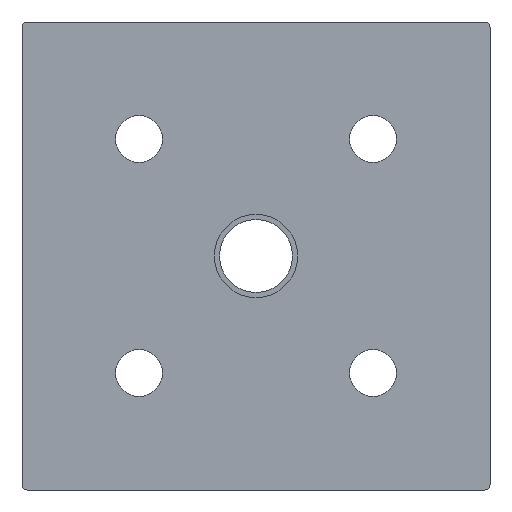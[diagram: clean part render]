
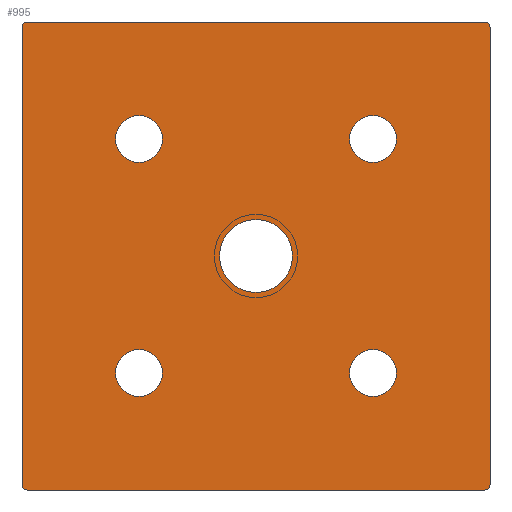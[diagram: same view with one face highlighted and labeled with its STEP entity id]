
A CAD part, front view. The second image highlights one B-rep face of the part: STEP entity #995.
In plain terms, the highlighted planar face has unit normal (0, -1, 0).
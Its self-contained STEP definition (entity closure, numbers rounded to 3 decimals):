
#327=CARTESIAN_POINT('',(-22.5,0.,-22.5));
#328=DIRECTION('',(0.,-1.,0.));
#329=DIRECTION('',(1.,0.,0.));
#330=AXIS2_PLACEMENT_3D('',#327,#328,#329);
#336=CARTESIAN_POINT('',(-22.5,0.,-22.5));
#337=DIRECTION('',(0.,-1.,0.));
#338=DIRECTION('',(-1.,0.,0.));
#339=AXIS2_PLACEMENT_3D('',#336,#337,#338);
#344=CARTESIAN_POINT('',(-22.5,0.,22.5));
#345=DIRECTION('',(0.,-1.,0.));
#346=DIRECTION('',(1.,0.,0.));
#347=AXIS2_PLACEMENT_3D('',#344,#345,#346);
#352=CARTESIAN_POINT('',(-22.5,0.,22.5));
#353=DIRECTION('',(0.,-1.,0.));
#354=DIRECTION('',(-1.,0.,0.));
#355=AXIS2_PLACEMENT_3D('',#352,#353,#354);
#360=CARTESIAN_POINT('',(0.,0.,0.));
#361=DIRECTION('',(0.,1.,0.));
#362=DIRECTION('',(1.,0.,0.));
#363=AXIS2_PLACEMENT_3D('',#360,#361,#362);
#368=CARTESIAN_POINT('',(0.,0.,0.));
#369=DIRECTION('',(0.,1.,0.));
#370=DIRECTION('',(-1.,0.,0.));
#371=AXIS2_PLACEMENT_3D('',#368,#369,#370);
#376=CARTESIAN_POINT('',(22.5,0.,-22.5));
#377=DIRECTION('',(0.,-1.,0.));
#378=DIRECTION('',(1.,0.,0.));
#379=AXIS2_PLACEMENT_3D('',#376,#377,#378);
#384=CARTESIAN_POINT('',(22.5,0.,-22.5));
#385=DIRECTION('',(0.,-1.,0.));
#386=DIRECTION('',(-1.,0.,0.));
#387=AXIS2_PLACEMENT_3D('',#384,#385,#386);
#392=CARTESIAN_POINT('',(22.5,0.,22.5));
#393=DIRECTION('',(0.,-1.,0.));
#394=DIRECTION('',(1.,0.,0.));
#395=AXIS2_PLACEMENT_3D('',#392,#393,#394);
#400=CARTESIAN_POINT('',(22.5,0.,22.5));
#401=DIRECTION('',(0.,-1.,0.));
#402=DIRECTION('',(-1.,0.,0.));
#403=AXIS2_PLACEMENT_3D('',#400,#401,#402);
#408=DIRECTION('',(0.,0.,-1.));
#409=VECTOR('',#408,88.);
#410=CARTESIAN_POINT('',(45.,0.,44.));
#411=LINE('',#410,#409);
#415=DIRECTION('',(-1.,0.,0.));
#416=VECTOR('',#415,88.);
#417=CARTESIAN_POINT('',(44.,0.,-45.));
#418=LINE('',#417,#416);
#422=DIRECTION('',(0.,0.,1.));
#423=VECTOR('',#422,88.);
#424=CARTESIAN_POINT('',(-45.,0.,-44.));
#425=LINE('',#424,#423);
#429=DIRECTION('',(1.,0.,0.));
#430=VECTOR('',#429,88.);
#431=CARTESIAN_POINT('',(-44.,0.,45.));
#432=LINE('',#431,#430);
#756=CARTESIAN_POINT('',(44.,0.,44.));
#757=DIRECTION('',(0.,-1.,0.));
#758=DIRECTION('',(1.,0.,0.));
#759=AXIS2_PLACEMENT_3D('',#756,#757,#758);
#786=CARTESIAN_POINT('',(-44.,0.,44.));
#787=DIRECTION('',(0.,-1.,0.));
#788=DIRECTION('',(0.,0.,1.));
#789=AXIS2_PLACEMENT_3D('',#786,#787,#788);
#816=CARTESIAN_POINT('',(-44.,0.,-44.));
#817=DIRECTION('',(0.,-1.,0.));
#818=DIRECTION('',(-1.,0.,0.));
#819=AXIS2_PLACEMENT_3D('',#816,#817,#818);
#846=CARTESIAN_POINT('',(44.,0.,-44.));
#847=DIRECTION('',(0.,-1.,0.));
#848=DIRECTION('',(0.,0.,-1.));
#849=AXIS2_PLACEMENT_3D('',#846,#847,#848);
#854=CARTESIAN_POINT('',(-18.,0.,-22.5));
#855=CARTESIAN_POINT('',(-27.,0.,-22.5));
#856=VERTEX_POINT('',#854);
#857=VERTEX_POINT('',#855);
#858=CARTESIAN_POINT('',(-18.,0.,22.5));
#859=CARTESIAN_POINT('',(-27.,0.,22.5));
#860=VERTEX_POINT('',#858);
#861=VERTEX_POINT('',#859);
#878=CARTESIAN_POINT('',(7.,0.,0.));
#879=CARTESIAN_POINT('',(-7.,0.,0.));
#880=VERTEX_POINT('',#878);
#881=VERTEX_POINT('',#879);
#887=CARTESIAN_POINT('',(44.,0.,45.));
#889=VERTEX_POINT('',#887);
#892=CARTESIAN_POINT('',(45.,0.,44.));
#893=VERTEX_POINT('',#892);
#895=CARTESIAN_POINT('',(-45.,0.,44.));
#897=VERTEX_POINT('',#895);
#900=CARTESIAN_POINT('',(-44.,0.,45.));
#901=VERTEX_POINT('',#900);
#903=CARTESIAN_POINT('',(45.,0.,-44.));
#905=VERTEX_POINT('',#903);
#908=CARTESIAN_POINT('',(44.,0.,-45.));
#909=VERTEX_POINT('',#908);
#911=CARTESIAN_POINT('',(-44.,0.,-45.));
#913=VERTEX_POINT('',#911);
#916=CARTESIAN_POINT('',(-45.,0.,-44.));
#917=VERTEX_POINT('',#916);
#918=CARTESIAN_POINT('',(27.,0.,-22.5));
#919=CARTESIAN_POINT('',(18.,0.,-22.5));
#920=VERTEX_POINT('',#918);
#921=VERTEX_POINT('',#919);
#922=CARTESIAN_POINT('',(27.,0.,22.5));
#923=CARTESIAN_POINT('',(18.,0.,22.5));
#924=VERTEX_POINT('',#922);
#925=VERTEX_POINT('',#923);
#942=CARTESIAN_POINT('',(0.,0.,0.));
#943=DIRECTION('',(0.,1.,0.));
#944=DIRECTION('',(1.,0.,0.));
#945=AXIS2_PLACEMENT_3D('',#942,#943,#944);
#946=PLANE('',#945);
#948=ORIENTED_EDGE('',*,*,#947,.F.);
#950=ORIENTED_EDGE('',*,*,#949,.T.);
#952=ORIENTED_EDGE('',*,*,#951,.F.);
#954=ORIENTED_EDGE('',*,*,#953,.T.);
#956=ORIENTED_EDGE('',*,*,#955,.F.);
#958=ORIENTED_EDGE('',*,*,#957,.T.);
#960=ORIENTED_EDGE('',*,*,#959,.F.);
#962=ORIENTED_EDGE('',*,*,#961,.T.);
#963=EDGE_LOOP('',(#948,#950,#952,#954,#956,#958,#960,#962));
#964=FACE_OUTER_BOUND('',#963,.F.);
#966=ORIENTED_EDGE('',*,*,#965,.T.);
#968=ORIENTED_EDGE('',*,*,#967,.T.);
#969=EDGE_LOOP('',(#966,#968));
#970=FACE_BOUND('',#969,.F.);
#972=ORIENTED_EDGE('',*,*,#971,.F.);
#974=ORIENTED_EDGE('',*,*,#973,.F.);
#975=EDGE_LOOP('',(#972,#974));
#976=FACE_BOUND('',#975,.F.);
#978=ORIENTED_EDGE('',*,*,#977,.T.);
#980=ORIENTED_EDGE('',*,*,#979,.T.);
#981=EDGE_LOOP('',(#978,#980));
#982=FACE_BOUND('',#981,.F.);
#984=ORIENTED_EDGE('',*,*,#983,.T.);
#986=ORIENTED_EDGE('',*,*,#985,.T.);
#987=EDGE_LOOP('',(#984,#986));
#988=FACE_BOUND('',#987,.F.);
#990=ORIENTED_EDGE('',*,*,#989,.T.);
#992=ORIENTED_EDGE('',*,*,#991,.T.);
#993=EDGE_LOOP('',(#990,#992));
#994=FACE_BOUND('',#993,.F.);
#331=CIRCLE('',#330,4.5);
#340=CIRCLE('',#339,4.5);
#348=CIRCLE('',#347,4.5);
#356=CIRCLE('',#355,4.5);
#364=CIRCLE('',#363,7.);
#372=CIRCLE('',#371,7.);
#380=CIRCLE('',#379,4.5);
#388=CIRCLE('',#387,4.5);
#396=CIRCLE('',#395,4.5);
#404=CIRCLE('',#403,4.5);
#760=CIRCLE('',#759,1.);
#790=CIRCLE('',#789,1.);
#820=CIRCLE('',#819,1.);
#850=CIRCLE('',#849,1.);
#947=EDGE_CURVE('',#893,#889,#760,.T.);
#949=EDGE_CURVE('',#893,#905,#411,.T.);
#951=EDGE_CURVE('',#909,#905,#850,.T.);
#953=EDGE_CURVE('',#909,#913,#418,.T.);
#955=EDGE_CURVE('',#917,#913,#820,.T.);
#957=EDGE_CURVE('',#917,#897,#425,.T.);
#959=EDGE_CURVE('',#901,#897,#790,.T.);
#961=EDGE_CURVE('',#901,#889,#432,.T.);
#965=EDGE_CURVE('',#860,#861,#348,.T.);
#967=EDGE_CURVE('',#861,#860,#356,.T.);
#971=EDGE_CURVE('',#880,#881,#364,.T.);
#973=EDGE_CURVE('',#881,#880,#372,.T.);
#977=EDGE_CURVE('',#920,#921,#380,.T.);
#979=EDGE_CURVE('',#921,#920,#388,.T.);
#983=EDGE_CURVE('',#924,#925,#396,.T.);
#985=EDGE_CURVE('',#925,#924,#404,.T.);
#989=EDGE_CURVE('',#856,#857,#331,.T.);
#991=EDGE_CURVE('',#857,#856,#340,.T.);
#995=ADVANCED_FACE('',(#964,#970,#976,#982,#988,#994),#946,.F.);
